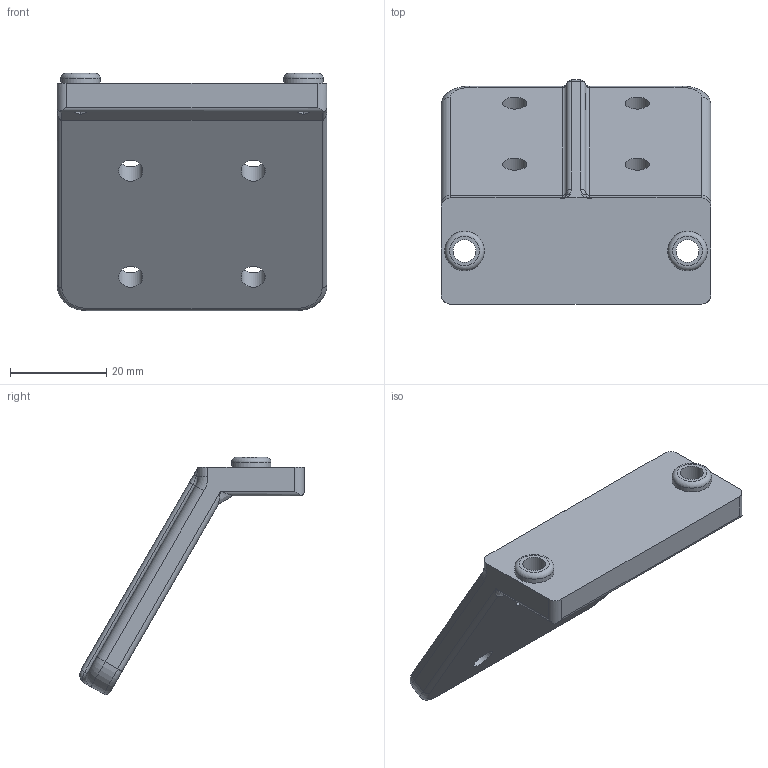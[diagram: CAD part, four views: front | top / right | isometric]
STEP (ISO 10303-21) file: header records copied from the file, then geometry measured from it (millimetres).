
FILE_DESCRIPTION(/* description */ (''),/* implementation_level */ '2;1');
FILE_NAME(/* name */ 'Bondtech_QR_Top.step',/* time_stamp */ '2016-04-08T12:31:43-07:00',/* author */ (''),/* organization */ (''),/* preprocessor_version */ 'ST-DEVELOPER v16.2',/* originating_system */ 'Autodesk Translation Framework v4.3.0.3010',/* authorisation */ '');
FILE_SCHEMA (('AUTOMOTIVE_DESIGN { 1 0 10303 214 3 1 1 }'));
Length unit declared in the file: centimetre
Products named in the file (1): Bondtech QR Top v1
Bounding box: 56 x 46.57 x 49.2 mm (x, y, z)
Volume: 22396.7 mm3; surface area: 9500.6 mm2
Topology: 1 solids, 1 shells, 84 faces, 212 edges, 128 vertices
Faces by surface type: cylinder 33, plane 30, torus 12, bspline 9
Full cylindrical faces by diameter (mm): 4.755 x2, 5 x4, 8.179 x2
Entity records: 2881 total; most frequent: CARTESIAN_POINT 935, ORIENTED_EDGE 396, DIRECTION 382, EDGE_CURVE 198, AXIS2_PLACEMENT_3D 146, VERTEX_POINT 126, EDGE_LOOP 108, LINE 90
